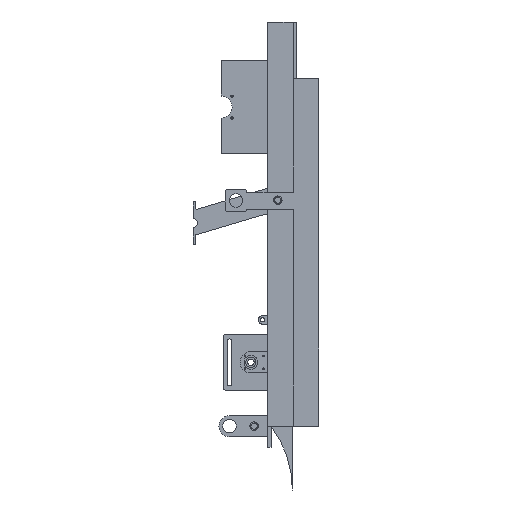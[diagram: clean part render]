
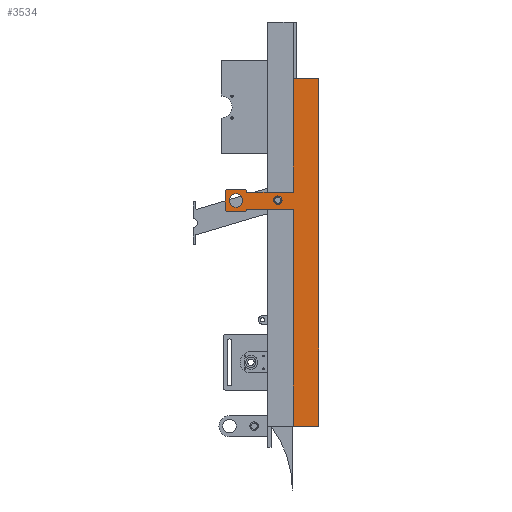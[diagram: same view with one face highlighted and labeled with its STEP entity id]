
A CAD part, left-side view. The second image highlights one B-rep face of the part: STEP entity #3534.
In plain terms, the highlighted planar face has unit normal (-1, 0, 0).
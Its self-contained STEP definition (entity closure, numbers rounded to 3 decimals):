
#3077=CARTESIAN_POINT('',(-325.,44.214,473.601));
#3078=VERTEX_POINT('',#3077);
#3085=CARTESIAN_POINT('',(-325.,44.214,488.601));
#3086=VERTEX_POINT('',#3085);
#3087=CARTESIAN_POINT('',(-325.,44.214,481.101));
#3088=DIRECTION('',(0.,0.,-1.));
#3089=DIRECTION('',(-1.,0.,0.));
#3090=AXIS2_PLACEMENT_3D('',#3087,#3089,#3088);
#3091=CIRCLE('',#3090,7.5);
#3092=EDGE_CURVE('',#3078,#3086,#3091,.T.);
#3094=CARTESIAN_POINT('',(-325.,44.214,481.101));
#3095=DIRECTION('',(0.,0.,1.));
#3096=DIRECTION('',(-1.,0.,0.));
#3097=AXIS2_PLACEMENT_3D('',#3094,#3096,#3095);
#3098=CIRCLE('',#3097,7.5);
#3099=EDGE_CURVE('',#3086,#3078,#3098,.T.);
#3122=CARTESIAN_POINT('',(-325.,116.862,459.938));
#3123=VERTEX_POINT('',#3122);
#3130=CARTESIAN_POINT('',(-325.,121.862,454.938));
#3131=VERTEX_POINT('',#3130);
#3132=CARTESIAN_POINT('',(-325.,121.862,459.938));
#3133=DIRECTION('',(0.,-1.,0.));
#3134=DIRECTION('',(1.,0.,0.));
#3135=AXIS2_PLACEMENT_3D('',#3132,#3134,#3133);
#3136=CIRCLE('',#3135,5.);
#3137=EDGE_CURVE('',#3123,#3131,#3136,.T.);
#3263=CARTESIAN_POINT('',(-325.,163.,454.938));
#3264=VERTEX_POINT('',#3263);
#3265=CARTESIAN_POINT('',(-325.,121.862,454.938));
#3266=DIRECTION('',(0.,1.,0.));
#3267=VECTOR('',#3266,41.138);
#3268=LINE('',#3265,#3267);
#3269=EDGE_CURVE('',#3131,#3264,#3268,.T.);
#3288=CARTESIAN_POINT('',(-325.,168.,459.938));
#3289=VERTEX_POINT('',#3288);
#3290=CARTESIAN_POINT('',(-325.,163.,459.938));
#3291=DIRECTION('',(0.,0.,-1.));
#3292=DIRECTION('',(1.,0.,0.));
#3293=AXIS2_PLACEMENT_3D('',#3290,#3292,#3291);
#3294=CIRCLE('',#3293,5.);
#3295=EDGE_CURVE('',#3264,#3289,#3294,.T.);
#3312=CARTESIAN_POINT('',(-325.,121.862,506.076));
#3313=VERTEX_POINT('',#3312);
#3320=CARTESIAN_POINT('',(-325.,116.862,501.076));
#3321=VERTEX_POINT('',#3320);
#3322=CARTESIAN_POINT('',(-325.,121.862,501.076));
#3323=DIRECTION('',(0.,0.,1.));
#3324=DIRECTION('',(1.,0.,0.));
#3325=AXIS2_PLACEMENT_3D('',#3322,#3324,#3323);
#3326=CIRCLE('',#3325,5.);
#3327=EDGE_CURVE('',#3313,#3321,#3326,.T.);
#3345=CARTESIAN_POINT('',(-325.,163.,506.076));
#3346=VERTEX_POINT('',#3345);
#3353=CARTESIAN_POINT('',(-325.,163.,506.076));
#3354=DIRECTION('',(0.,-1.,0.));
#3355=VECTOR('',#3354,41.138);
#3356=LINE('',#3353,#3355);
#3357=EDGE_CURVE('',#3346,#3313,#3356,.T.);
#3368=CARTESIAN_POINT('',(-325.,168.,501.076));
#3369=VERTEX_POINT('',#3368);
#3376=CARTESIAN_POINT('',(-325.,163.,501.076));
#3377=DIRECTION('',(0.,1.,0.));
#3378=DIRECTION('',(1.,0.,0.));
#3379=AXIS2_PLACEMENT_3D('',#3376,#3378,#3377);
#3380=CIRCLE('',#3379,5.);
#3381=EDGE_CURVE('',#3369,#3346,#3380,.T.);
#3394=CARTESIAN_POINT('',(-325.,116.862,460.));
#3395=VERTEX_POINT('',#3394);
#3402=CARTESIAN_POINT('',(-325.,116.862,460.));
#3403=DIRECTION('',(0.,0.,-1.));
#3404=VECTOR('',#3403,0.062);
#3405=LINE('',#3402,#3404);
#3406=EDGE_CURVE('',#3395,#3123,#3405,.T.);
#3417=CARTESIAN_POINT('',(-325.,116.862,500.));
#3418=VERTEX_POINT('',#3417);
#3419=CARTESIAN_POINT('',(-325.,116.862,501.076));
#3420=DIRECTION('',(0.,0.,-1.));
#3421=VECTOR('',#3420,1.076);
#3422=LINE('',#3419,#3421);
#3423=EDGE_CURVE('',#3321,#3418,#3422,.T.);
#3435=CARTESIAN_POINT('',(-325.,57.75,358.75));
#3436=DIRECTION('',(0.,-1.,0.));
#3437=DIRECTION('',(-1.,0.,0.));
#3438=AXIS2_PLACEMENT_3D('',#3435,#3437,#3436);
#3439=PLANE('',#3438);
#3440=ORIENTED_EDGE('',*,*,#3137,.F.);
#3441=ORIENTED_EDGE('',*,*,#3406,.F.);
#3442=CARTESIAN_POINT('',(-325.,8.,460.));
#3443=VERTEX_POINT('',#3442);
#3444=CARTESIAN_POINT('',(-325.,116.862,460.));
#3445=DIRECTION('',(0.,-1.,0.));
#3446=VECTOR('',#3445,108.862);
#3447=LINE('',#3444,#3446);
#3448=EDGE_CURVE('',#3395,#3443,#3447,.T.);
#3449=ORIENTED_EDGE('E365',*,*,#3448,.T.);
#3450=CARTESIAN_POINT('',(-325.,8.,-50.));
#3451=VERTEX_POINT('',#3450);
#3452=CARTESIAN_POINT('',(-325.,8.,460.));
#3453=DIRECTION('',(0.,0.,-1.));
#3454=VECTOR('',#3453,510.);
#3455=LINE('',#3452,#3454);
#3456=EDGE_CURVE('',#3443,#3451,#3455,.T.);
#3457=ORIENTED_EDGE('E366',*,*,#3456,.T.);
#3458=CARTESIAN_POINT('',(-325.,-52.5,-50.));
#3459=VERTEX_POINT('',#3458);
#3460=CARTESIAN_POINT('',(-325.,8.,-50.));
#3461=DIRECTION('',(0.,-1.,0.));
#3462=VECTOR('',#3461,60.5);
#3463=LINE('',#3460,#3462);
#3464=EDGE_CURVE('',#3451,#3459,#3463,.T.);
#3465=ORIENTED_EDGE('E367',*,*,#3464,.T.);
#3466=CARTESIAN_POINT('',(-325.,-52.5,767.5));
#3467=VERTEX_POINT('',#3466);
#3468=CARTESIAN_POINT('',(-325.,-52.5,-50.));
#3469=DIRECTION('',(0.,0.,1.));
#3470=VECTOR('',#3469,817.5);
#3471=LINE('',#3468,#3470);
#3472=EDGE_CURVE('',#3459,#3467,#3471,.T.);
#3473=ORIENTED_EDGE('E368',*,*,#3472,.T.);
#3474=CARTESIAN_POINT('',(-325.,8.,767.5));
#3475=VERTEX_POINT('',#3474);
#3476=CARTESIAN_POINT('',(-325.,-52.5,767.5));
#3477=DIRECTION('',(0.,1.,0.));
#3478=VECTOR('',#3477,60.5);
#3479=LINE('',#3476,#3478);
#3480=EDGE_CURVE('',#3467,#3475,#3479,.T.);
#3481=ORIENTED_EDGE('E369',*,*,#3480,.T.);
#3482=CARTESIAN_POINT('',(-325.,8.,500.));
#3483=VERTEX_POINT('',#3482);
#3484=CARTESIAN_POINT('',(-325.,8.,767.5));
#3485=DIRECTION('',(0.,0.,-1.));
#3486=VECTOR('',#3485,267.5);
#3487=LINE('',#3484,#3486);
#3488=EDGE_CURVE('',#3475,#3483,#3487,.T.);
#3489=ORIENTED_EDGE('E370',*,*,#3488,.T.);
#3490=CARTESIAN_POINT('',(-325.,8.,500.));
#3491=DIRECTION('',(0.,1.,0.));
#3492=VECTOR('',#3491,108.862);
#3493=LINE('',#3490,#3492);
#3494=EDGE_CURVE('',#3483,#3418,#3493,.T.);
#3495=ORIENTED_EDGE('E371',*,*,#3494,.T.);
#3496=ORIENTED_EDGE('E371',*,*,#3423,.F.);
#3497=ORIENTED_EDGE('E371',*,*,#3327,.F.);
#3498=ORIENTED_EDGE('E371',*,*,#3357,.F.);
#3499=ORIENTED_EDGE('E371',*,*,#3381,.F.);
#3500=CARTESIAN_POINT('',(-325.,168.,501.076));
#3501=DIRECTION('',(0.,0.,-1.));
#3502=VECTOR('',#3501,41.138);
#3503=LINE('',#3500,#3502);
#3504=EDGE_CURVE('',#3369,#3289,#3503,.T.);
#3505=ORIENTED_EDGE('E372',*,*,#3504,.T.);
#3506=ORIENTED_EDGE('E372',*,*,#3295,.F.);
#3507=ORIENTED_EDGE('E372',*,*,#3269,.F.);
#3508=EDGE_LOOP('',(#3440,#3441,#3449,#3457,#3465,#3473,#3481,#3489,#3495,#3496,#3497,#3498,#3499,#3505,#3506,#3507));
#3509=FACE_OUTER_BOUND('',#3508,.T.);
#3510=CARTESIAN_POINT('',(-325.,142.431,496.507));
#3511=VERTEX_POINT('',#3510);
#3512=CARTESIAN_POINT('',(-325.,142.431,464.507));
#3513=VERTEX_POINT('',#3512);
#3514=CARTESIAN_POINT('',(-325.,142.431,480.507));
#3515=DIRECTION('',(0.,0.,1.));
#3516=DIRECTION('',(1.,0.,0.));
#3517=AXIS2_PLACEMENT_3D('',#3514,#3516,#3515);
#3518=CIRCLE('',#3517,16.);
#3519=EDGE_CURVE('',#3511,#3513,#3518,.T.);
#3520=ORIENTED_EDGE('E363',*,*,#3519,.T.);
#3521=CARTESIAN_POINT('',(-325.,142.431,480.507));
#3522=DIRECTION('',(0.,0.,-1.));
#3523=DIRECTION('',(1.,0.,0.));
#3524=AXIS2_PLACEMENT_3D('',#3521,#3523,#3522);
#3525=CIRCLE('',#3524,16.);
#3526=EDGE_CURVE('',#3513,#3511,#3525,.T.);
#3527=ORIENTED_EDGE('E364',*,*,#3526,.T.);
#3528=EDGE_LOOP('',(#3520,#3527));
#3529=FACE_BOUND('',#3528,.T.);
#3530=ORIENTED_EDGE('',*,*,#3092,.F.);
#3531=ORIENTED_EDGE('',*,*,#3099,.F.);
#3532=EDGE_LOOP('',(#3530,#3531));
#3533=FACE_BOUND('',#3532,.T.);
#3534=ADVANCED_FACE('F20',(#3509,#3529,#3533),#3439,.T.);
